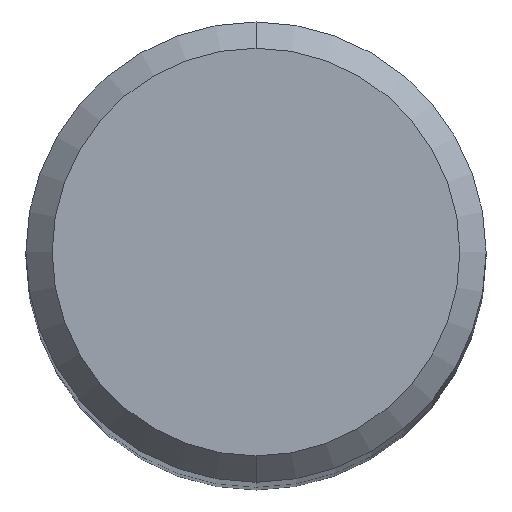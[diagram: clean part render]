
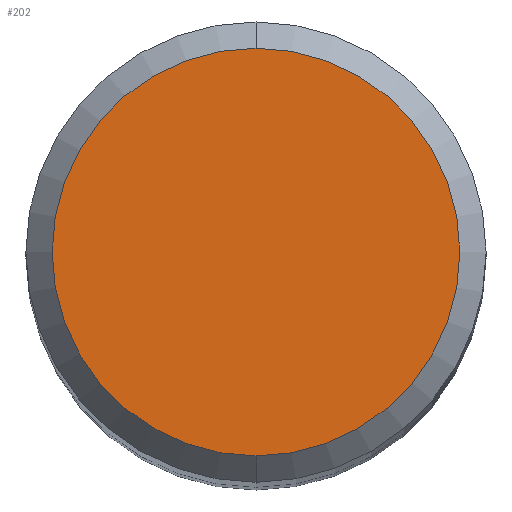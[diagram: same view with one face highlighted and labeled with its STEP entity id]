
A CAD part, top view. The second image highlights one B-rep face of the part: STEP entity #202.
In plain terms, the highlighted planar face has unit normal (0, 0, 1).
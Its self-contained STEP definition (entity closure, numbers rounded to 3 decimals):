
#146=VERTEX_POINT('',#355);
#158=EDGE_CURVE('',#146,#308,#367,.T.);
#202=ADVANCED_FACE('',(#414),#415,.T.);
#284=EDGE_CURVE('',#308,#146,#513,.T.);
#308=VERTEX_POINT('',#537);
#355=CARTESIAN_POINT('',(0.0,3.1,41.76));
#367=CIRCLE('',#596,3.1);
#414=FACE_OUTER_BOUND('',#663,.T.);
#415=PLANE('',#664);
#513=CIRCLE('',#782,3.1);
#537=CARTESIAN_POINT('',(0.,-3.1,41.76));
#596=AXIS2_PLACEMENT_3D('',#867,#868,#869);
#663=EDGE_LOOP('',(#925,#926));
#664=AXIS2_PLACEMENT_3D('',#927,#928,#929);
#782=AXIS2_PLACEMENT_3D('',#1078,#1079,#1080);
#867=CARTESIAN_POINT('',(0.0,0.0,41.76));
#868=DIRECTION('',(0.0,0.0,-1.0));
#869=DIRECTION('',(0.0,1.0,0.0));
#925=ORIENTED_EDGE('',*,*,#158,.F.);
#926=ORIENTED_EDGE('',*,*,#284,.F.);
#927=CARTESIAN_POINT('',(0.0,1.55,41.76));
#928=DIRECTION('',(-0.0,0.0,1.0));
#929=DIRECTION('',(0.0,-1.0,0.0));
#1078=CARTESIAN_POINT('',(0.0,0.0,41.76));
#1079=DIRECTION('',(0.0,0.0,-1.0));
#1080=DIRECTION('',(0.0,1.0,0.0));
